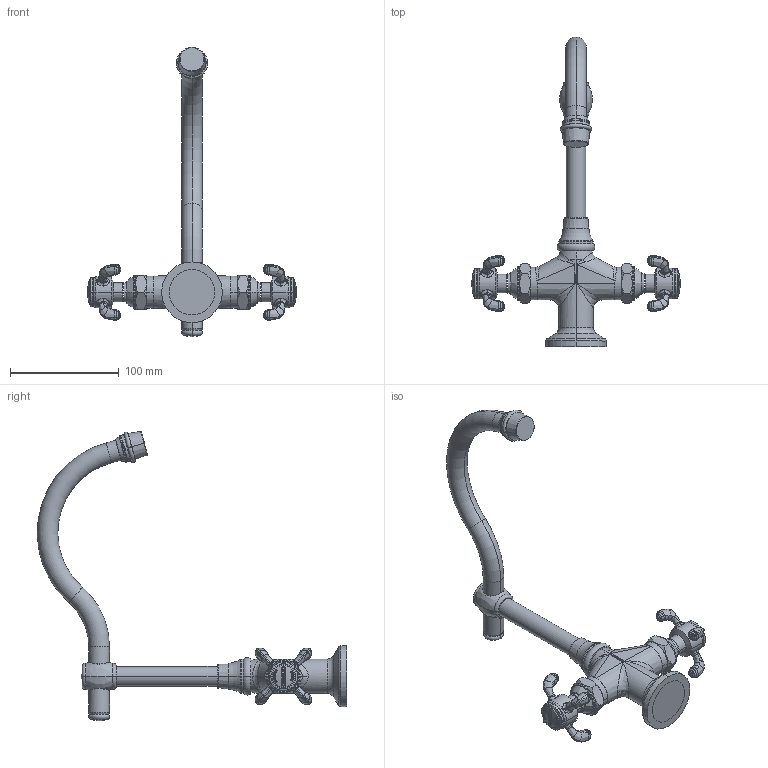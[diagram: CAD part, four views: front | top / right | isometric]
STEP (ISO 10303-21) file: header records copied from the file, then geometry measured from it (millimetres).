
FILE_DESCRIPTION((''),'2;1');
FILE_NAME('1688_WEB','2010-10-21T',('project'),(''),'PRO/ENGINEER BY PARAMETRIC TECHNOLOGY CORPORATION, 2009300','PRO/ENGINEER BY PARAMETRIC TECHNOLOGY CORPORATION, 2009300','');
FILE_SCHEMA(('CONFIG_CONTROL_DESIGN'));
Length unit declared in the file: inch
Products named in the file (1): 1688_WEB
Bounding box: 192.28 x 285.29 x 266.53 mm (x, y, z)
Surface area: 75236.4 mm2 (no closed solid volume)
Topology: 0 solids, 130 shells, 770 faces, 2589 edges, 1868 vertices
Faces by surface type: bspline 458, cylinder 135, sphere 58, torus 54, cone 34, plane 31
Entity records: 50178 total; most frequent: CARTESIAN_POINT 32477, ORIENTED_EDGE 3776, EDGE_CURVE 2533, DIRECTION 2532, VERTEX_POINT 1868, B_SPLINE_CURVE_WITH_KNOTS 1448, AXIS2_PLACEMENT_3D 1135, CIRCLE 823
